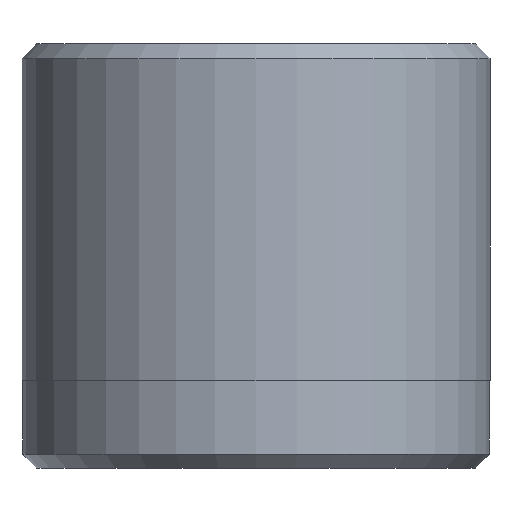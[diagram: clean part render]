
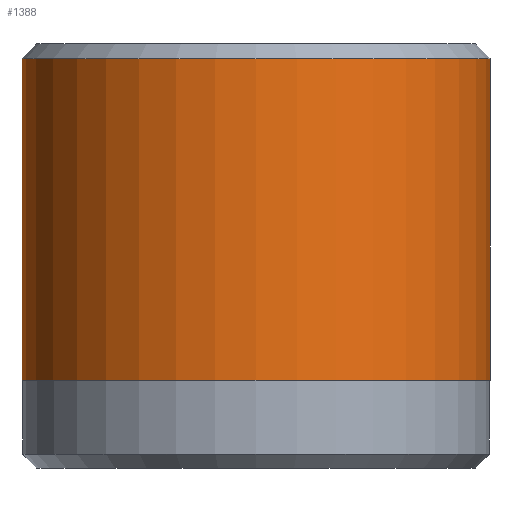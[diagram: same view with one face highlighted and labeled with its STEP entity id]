
A CAD part, front view. The second image highlights one B-rep face of the part: STEP entity #1388.
In plain terms, the highlighted cylindrical face has radius 8 mm (diameter 16 mm), a partial arc.
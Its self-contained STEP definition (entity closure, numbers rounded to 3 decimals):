
#166 = VERTEX_POINT ( 'NONE', #1010 ) ;
#188 = FACE_OUTER_BOUND ( 'NONE', #1422, .T. ) ;
#201 = CIRCLE ( 'NONE', #730, 8. ) ;
#208 = EDGE_CURVE ( 'NONE', #166, #1165, #201, .T. ) ;
#239 = DIRECTION ( 'NONE',  ( 0., 0., -1. ) ) ;
#287 = DIRECTION ( 'NONE',  ( 0., 0., -1. ) ) ;
#288 = EDGE_CURVE ( 'NONE', #1193, #913, #480, .T. ) ;
#309 = DIRECTION ( 'NONE',  ( 0., 0., -1. ) ) ;
#412 = CARTESIAN_POINT ( 'NONE',  ( -8., 0., 14. ) ) ;
#480 = CIRCLE ( 'NONE', #1419, 8. ) ;
#485 = ORIENTED_EDGE ( 'NONE', *, *, #1093, .T. ) ;
#546 = EDGE_CURVE ( 'NONE', #166, #1193, #1033, .T. ) ;
#582 = AXIS2_PLACEMENT_3D ( 'NONE', #853, #1425, #745 ) ;
#677 = VECTOR ( 'NONE', #239, 1000. ) ;
#730 = AXIS2_PLACEMENT_3D ( 'NONE', #1013, #287, #1126 ) ;
#745 = DIRECTION ( 'NONE',  ( -1., 0., 0. ) ) ;
#816 = VECTOR ( 'NONE', #898, 1000. ) ;
#853 = CARTESIAN_POINT ( 'NONE',  ( 0., 0., 14.5 ) ) ;
#898 = DIRECTION ( 'NONE',  ( 0., 0., -1. ) ) ;
#913 = VERTEX_POINT ( 'NONE', #1426 ) ;
#1010 = CARTESIAN_POINT ( 'NONE',  ( 8., 0., 14. ) ) ;
#1013 = CARTESIAN_POINT ( 'NONE',  ( 0., 0., 14. ) ) ;
#1030 = CARTESIAN_POINT ( 'NONE',  ( 0., 0., 3. ) ) ;
#1033 = LINE ( 'NONE', #1079, #677 ) ;
#1079 = CARTESIAN_POINT ( 'NONE',  ( 8., 0., 14.5 ) ) ;
#1093 = EDGE_CURVE ( 'NONE', #1165, #913, #1416, .T. ) ;
#1103 = ORIENTED_EDGE ( 'NONE', *, *, #288, .F. ) ;
#1105 = CYLINDRICAL_SURFACE ( 'NONE', #582, 8. ) ;
#1113 = CARTESIAN_POINT ( 'NONE',  ( -8., 0., 14.5 ) ) ;
#1126 = DIRECTION ( 'NONE',  ( 1., 0., 0. ) ) ;
#1150 = DIRECTION ( 'NONE',  ( -1., 0., 0. ) ) ;
#1151 = CARTESIAN_POINT ( 'NONE',  ( 8., 0., 3. ) ) ;
#1165 = VERTEX_POINT ( 'NONE', #412 ) ;
#1193 = VERTEX_POINT ( 'NONE', #1151 ) ;
#1367 = ORIENTED_EDGE ( 'NONE', *, *, #546, .F. ) ;
#1388 = ADVANCED_FACE ( 'NONE', ( #188 ), #1105, .T. ) ;
#1416 = LINE ( 'NONE', #1113, #816 ) ;
#1419 = AXIS2_PLACEMENT_3D ( 'NONE', #1030, #309, #1150 ) ;
#1422 = EDGE_LOOP ( 'NONE', ( #1367, #1487, #485, #1103 ) ) ;
#1425 = DIRECTION ( 'NONE',  ( 0., 0., -1. ) ) ;
#1426 = CARTESIAN_POINT ( 'NONE',  ( -8., 0., 3. ) ) ;
#1487 = ORIENTED_EDGE ( 'NONE', *, *, #208, .T. ) ;
